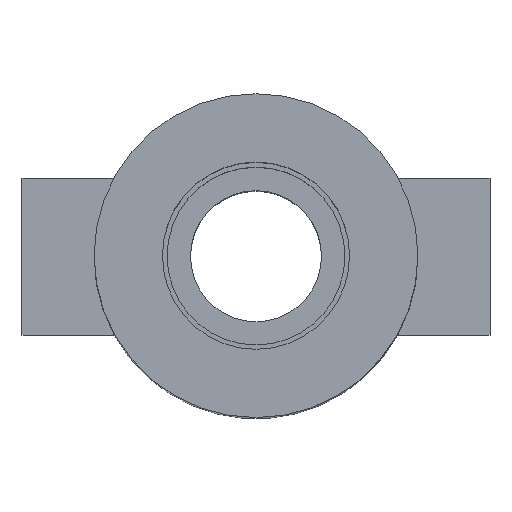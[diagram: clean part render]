
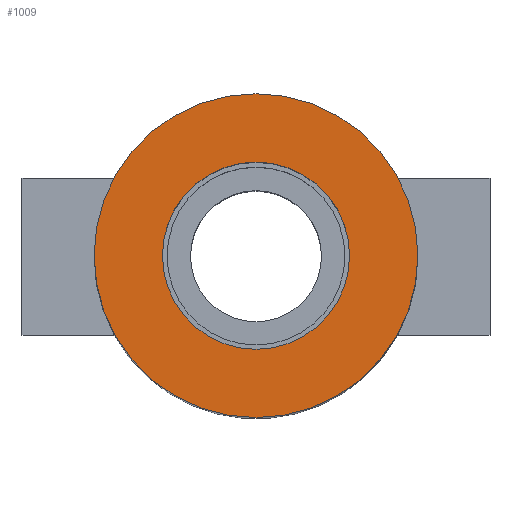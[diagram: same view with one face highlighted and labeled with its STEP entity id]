
A CAD part, top view. The second image highlights one B-rep face of the part: STEP entity #1009.
In plain terms, the highlighted planar face has unit normal (0, 0, 1).
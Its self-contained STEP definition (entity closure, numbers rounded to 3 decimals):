
#300 = CYLINDRICAL_SURFACE('',#301,8.65);
#301 = AXIS2_PLACEMENT_3D('',#302,#303,#304);
#302 = CARTESIAN_POINT('',(0.,0.,0.));
#303 = DIRECTION('',(-0.,-0.,-1.));
#304 = DIRECTION('',(1.,0.,0.));
#682 = VERTEX_POINT('',#683);
#683 = CARTESIAN_POINT('',(8.65,0.,36.));
#704 = EDGE_CURVE('',#682,#682,#705,.T.);
#705 = SURFACE_CURVE('',#706,(#711,#718),.PCURVE_S1.);
#706 = CIRCLE('',#707,8.65);
#707 = AXIS2_PLACEMENT_3D('',#708,#709,#710);
#708 = CARTESIAN_POINT('',(0.,0.,36.));
#709 = DIRECTION('',(0.,0.,1.));
#710 = DIRECTION('',(1.,0.,0.));
#711 = PCURVE('',#300,#712);
#712 = DEFINITIONAL_REPRESENTATION('',(#713),#717);
#713 = LINE('',#714,#715);
#714 = CARTESIAN_POINT('',(-0.,-36.));
#715 = VECTOR('',#716,1.);
#716 = DIRECTION('',(-1.,0.));
#717 = ( GEOMETRIC_REPRESENTATION_CONTEXT(2) 
PARAMETRIC_REPRESENTATION_CONTEXT() REPRESENTATION_CONTEXT('2D SPACE',''
  ) );
#718 = PCURVE('',#719,#724);
#719 = PLANE('',#720);
#720 = AXIS2_PLACEMENT_3D('',#721,#722,#723);
#721 = CARTESIAN_POINT('',(0.,0.,36.));
#722 = DIRECTION('',(0.,0.,1.));
#723 = DIRECTION('',(1.,0.,0.));
#724 = DEFINITIONAL_REPRESENTATION('',(#725),#729);
#725 = CIRCLE('',#726,8.65);
#726 = AXIS2_PLACEMENT_2D('',#727,#728);
#727 = CARTESIAN_POINT('',(0.,0.));
#728 = DIRECTION('',(1.,0.));
#729 = ( GEOMETRIC_REPRESENTATION_CONTEXT(2) 
PARAMETRIC_REPRESENTATION_CONTEXT() REPRESENTATION_CONTEXT('2D SPACE',''
  ) );
#1009 = ADVANCED_FACE('',(#1010,#1013),#719,.T.);
#1010 = FACE_BOUND('',#1011,.T.);
#1011 = EDGE_LOOP('',(#1012));
#1012 = ORIENTED_EDGE('',*,*,#704,.T.);
#1013 = FACE_BOUND('',#1014,.T.);
#1014 = EDGE_LOOP('',(#1015));
#1015 = ORIENTED_EDGE('',*,*,#1016,.F.);
#1016 = EDGE_CURVE('',#1017,#1017,#1019,.T.);
#1017 = VERTEX_POINT('',#1018);
#1018 = CARTESIAN_POINT('',(5.,0.,36.));
#1019 = SURFACE_CURVE('',#1020,(#1025,#1032),.PCURVE_S1.);
#1020 = CIRCLE('',#1021,5.);
#1021 = AXIS2_PLACEMENT_3D('',#1022,#1023,#1024);
#1022 = CARTESIAN_POINT('',(0.,0.,36.));
#1023 = DIRECTION('',(0.,0.,1.));
#1024 = DIRECTION('',(1.,0.,0.));
#1025 = PCURVE('',#719,#1026);
#1026 = DEFINITIONAL_REPRESENTATION('',(#1027),#1031);
#1027 = CIRCLE('',#1028,5.);
#1028 = AXIS2_PLACEMENT_2D('',#1029,#1030);
#1029 = CARTESIAN_POINT('',(0.,0.));
#1030 = DIRECTION('',(1.,0.));
#1031 = ( GEOMETRIC_REPRESENTATION_CONTEXT(2) 
PARAMETRIC_REPRESENTATION_CONTEXT() REPRESENTATION_CONTEXT('2D SPACE',''
  ) );
#1032 = PCURVE('',#1033,#1038);
#1033 = CYLINDRICAL_SURFACE('',#1034,5.);
#1034 = AXIS2_PLACEMENT_3D('',#1035,#1036,#1037);
#1035 = CARTESIAN_POINT('',(0.,0.,25.));
#1036 = DIRECTION('',(-0.,-0.,-1.));
#1037 = DIRECTION('',(1.,0.,0.));
#1038 = DEFINITIONAL_REPRESENTATION('',(#1039),#1043);
#1039 = LINE('',#1040,#1041);
#1040 = CARTESIAN_POINT('',(-0.,-11.));
#1041 = VECTOR('',#1042,1.);
#1042 = DIRECTION('',(-1.,0.));
#1043 = ( GEOMETRIC_REPRESENTATION_CONTEXT(2) 
PARAMETRIC_REPRESENTATION_CONTEXT() REPRESENTATION_CONTEXT('2D SPACE',''
  ) );
